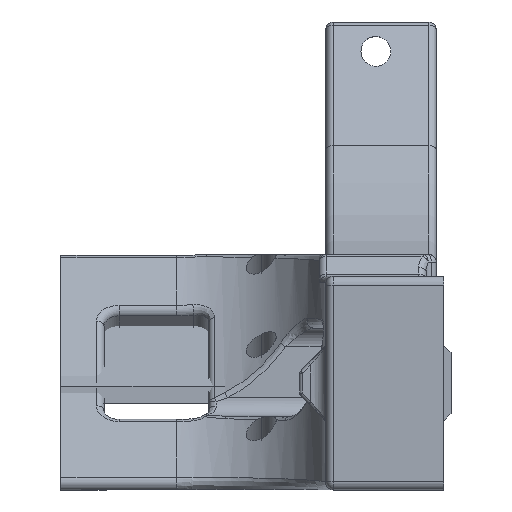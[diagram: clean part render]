
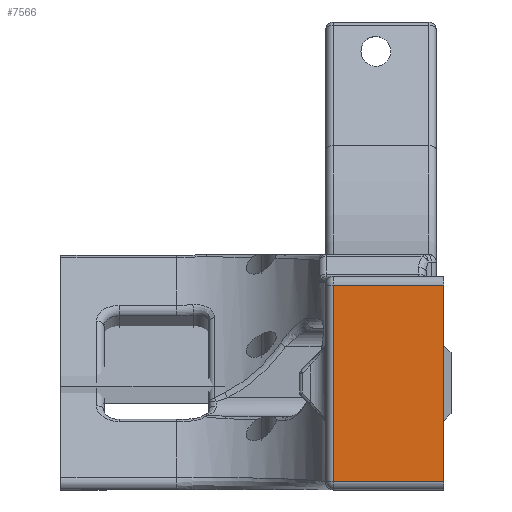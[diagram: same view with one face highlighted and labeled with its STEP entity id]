
A CAD part, front view. The second image highlights one B-rep face of the part: STEP entity #7566.
In plain terms, the highlighted planar face has unit normal (0, -1, 0).
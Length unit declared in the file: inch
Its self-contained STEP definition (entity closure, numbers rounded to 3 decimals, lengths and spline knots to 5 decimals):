
#5 = CARTESIAN_POINT ( 'NONE',  ( -0.13913, 0.24803, -0.23635 ) ) ;
#835 = VERTEX_POINT ( 'NONE', #13774 ) ;
#1804 = ORIENTED_EDGE ( 'NONE', *, *, #13161, .T. ) ;
#2055 = DIRECTION ( 'NONE',  ( 0., 0., -1. ) ) ;
#2429 = DIRECTION ( 'NONE',  ( 1., 0., 0. ) ) ;
#2497 = CARTESIAN_POINT ( 'NONE',  ( 0.59827, 0.24803, -0.23635 ) ) ;
#2594 = VECTOR ( 'NONE', #4658, 39.37008 ) ;
#3261 = LINE ( 'NONE', #5620, #2594 ) ;
#4360 = CARTESIAN_POINT ( 'NONE',  ( 0.59827, 0.24803, 1.0752 ) ) ;
#4658 = DIRECTION ( 'NONE',  ( -1., 0., 0. ) ) ;
#4820 = DIRECTION ( 'NONE',  ( 0., 0., -1. ) ) ;
#5191 = ORIENTED_EDGE ( 'NONE', *, *, #11648, .T. ) ;
#5511 = LINE ( 'NONE', #5, #7798 ) ;
#5620 = CARTESIAN_POINT ( 'NONE',  ( -0.18913, 0.24803, 1.0752 ) ) ;
#5764 = DIRECTION ( 'NONE',  ( 1., 0., 0. ) ) ;
#5993 = CARTESIAN_POINT ( 'NONE',  ( 0.59827, 0.24803, 0.49213 ) ) ;
#7099 = LINE ( 'NONE', #5993, #14353 ) ;
#7388 = EDGE_CURVE ( 'NONE', #11089, #7429, #7099, .T. ) ;
#7429 = VERTEX_POINT ( 'NONE', #9733 ) ;
#7549 = EDGE_CURVE ( 'NONE', #11089, #835, #3261, .T. ) ;
#7566 = ADVANCED_FACE ( 'NONE', ( #14547 ), #8993, .F. ) ;
#7798 = VECTOR ( 'NONE', #2055, 39.37008 ) ;
#8719 = VERTEX_POINT ( 'NONE', #14317 ) ;
#8993 = PLANE ( 'NONE',  #13428 ) ;
#9113 = LINE ( 'NONE', #2497, #13373 ) ;
#9733 = CARTESIAN_POINT ( 'NONE',  ( 0.59827, 0.24803, -0.23635 ) ) ;
#10107 = CARTESIAN_POINT ( 'NONE',  ( 0.59827, 0.24803, 0.49213 ) ) ;
#10123 = EDGE_LOOP ( 'NONE', ( #12148, #1804, #5191, #11837 ) ) ;
#11089 = VERTEX_POINT ( 'NONE', #4360 ) ;
#11648 = EDGE_CURVE ( 'NONE', #8719, #7429, #9113, .T. ) ;
#11837 = ORIENTED_EDGE ( 'NONE', *, *, #7388, .F. ) ;
#12148 = ORIENTED_EDGE ( 'NONE', *, *, #7549, .T. ) ;
#12550 = DIRECTION ( 'NONE',  ( 0., 1., 0. ) ) ;
#13161 = EDGE_CURVE ( 'NONE', #835, #8719, #5511, .T. ) ;
#13373 = VECTOR ( 'NONE', #2429, 39.37008 ) ;
#13428 = AXIS2_PLACEMENT_3D ( 'NONE', #10107, #12550, #5764 ) ;
#13774 = CARTESIAN_POINT ( 'NONE',  ( -0.13913, 0.24803, 1.0752 ) ) ;
#14317 = CARTESIAN_POINT ( 'NONE',  ( -0.13913, 0.24803, -0.23635 ) ) ;
#14353 = VECTOR ( 'NONE', #4820, 39.37008 ) ;
#14547 = FACE_OUTER_BOUND ( 'NONE', #10123, .T. ) ;
